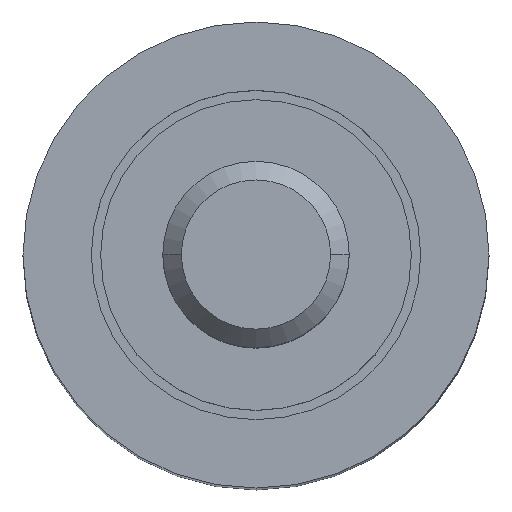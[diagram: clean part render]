
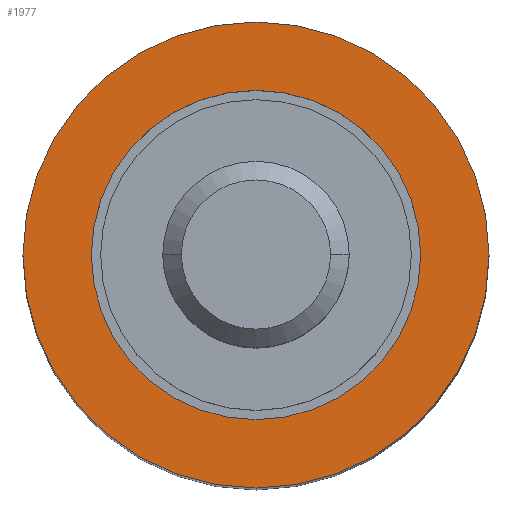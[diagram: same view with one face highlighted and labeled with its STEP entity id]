
A CAD part, top view. The second image highlights one B-rep face of the part: STEP entity #1977.
In plain terms, the highlighted planar face has unit normal (0, 0, 1).
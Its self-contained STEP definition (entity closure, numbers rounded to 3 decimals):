
#1=CARTESIAN_POINT('',(0.,0.,7.2));
#2=DIRECTION('',(0.,0.,-1.));
#3=DIRECTION('',(1.,0.,0.));
#4=AXIS2_PLACEMENT_3D('',#1,#2,#3);
#6=CARTESIAN_POINT('',(0.,0.,7.2));
#7=DIRECTION('',(0.,0.,-1.));
#8=DIRECTION('',(-1.,0.,0.));
#9=AXIS2_PLACEMENT_3D('',#6,#7,#8);
#11=CARTESIAN_POINT('',(0.,0.,7.2));
#12=DIRECTION('',(0.,0.,-1.));
#13=DIRECTION('',(1.,0.,0.));
#14=AXIS2_PLACEMENT_3D('',#11,#12,#13);
#16=CARTESIAN_POINT('',(0.,0.,7.2));
#17=DIRECTION('',(0.,0.,-1.));
#18=DIRECTION('',(-1.,0.,0.));
#19=AXIS2_PLACEMENT_3D('',#16,#17,#18);
#1820=CARTESIAN_POINT('',(3.75,0.,7.2));
#1821=CARTESIAN_POINT('',(-3.75,0.,7.2));
#1822=VERTEX_POINT('',#1820);
#1823=VERTEX_POINT('',#1821);
#1896=CARTESIAN_POINT('',(2.65,0.,7.2));
#1897=CARTESIAN_POINT('',(-2.65,0.,7.2));
#1898=VERTEX_POINT('',#1896);
#1899=VERTEX_POINT('',#1897);
#1960=CARTESIAN_POINT('',(0.,0.,7.2));
#1961=DIRECTION('',(0.,0.,-1.));
#1962=DIRECTION('',(1.,0.,0.));
#1963=AXIS2_PLACEMENT_3D('',#1960,#1961,#1962);
#1964=PLANE('',#1963);
#1966=ORIENTED_EDGE('',*,*,#1965,.T.);
#1968=ORIENTED_EDGE('',*,*,#1967,.T.);
#1969=EDGE_LOOP('',(#1966,#1968));
#1970=FACE_OUTER_BOUND('',#1969,.F.);
#1972=ORIENTED_EDGE('',*,*,#1971,.F.);
#1974=ORIENTED_EDGE('',*,*,#1973,.F.);
#1975=EDGE_LOOP('',(#1972,#1974));
#1976=FACE_BOUND('',#1975,.F.);
#1977=ADVANCED_FACE('',(#1970,#1976),#1964,.F.);
#5=CIRCLE('',#4,3.75);
#10=CIRCLE('',#9,3.75);
#15=CIRCLE('',#14,2.65);
#20=CIRCLE('',#19,2.65);
#1965=EDGE_CURVE('',#1822,#1823,#5,.T.);
#1967=EDGE_CURVE('',#1823,#1822,#10,.T.);
#1971=EDGE_CURVE('',#1898,#1899,#15,.T.);
#1973=EDGE_CURVE('',#1899,#1898,#20,.T.);
